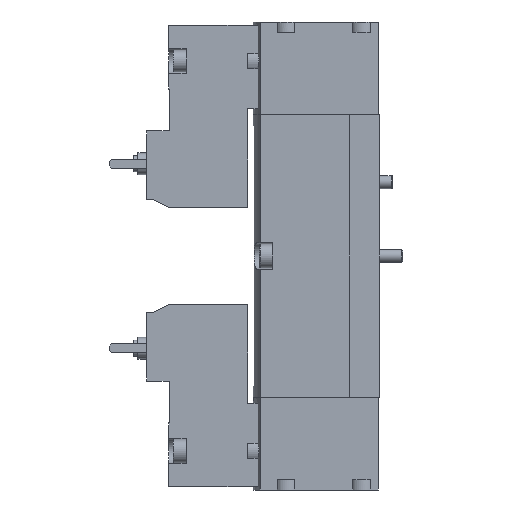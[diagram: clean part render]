
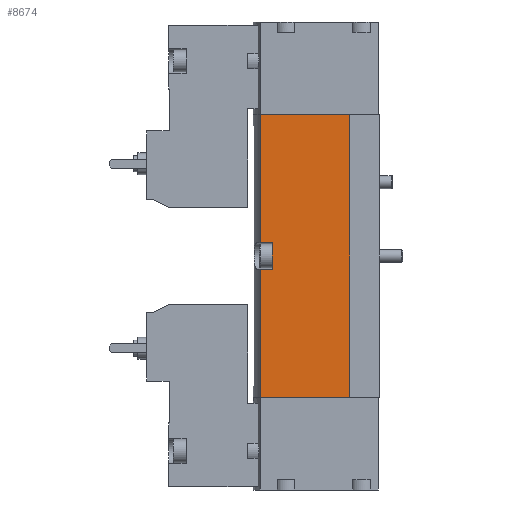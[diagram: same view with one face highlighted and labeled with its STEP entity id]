
A CAD part, left-side view. The second image highlights one B-rep face of the part: STEP entity #8674.
In plain terms, the highlighted planar face has unit normal (-1, 0, 0).
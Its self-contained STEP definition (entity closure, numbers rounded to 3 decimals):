
#883=ORIENTED_EDGE('',*,*,#2647,.T.);
#884=ORIENTED_EDGE('',*,*,#2657,.T.);
#885=ORIENTED_EDGE('',*,*,#2658,.F.);
#886=ORIENTED_EDGE('',*,*,#2659,.F.);
#887=ORIENTED_EDGE('',*,*,#2651,.T.);
#888=ORIENTED_EDGE('',*,*,#2660,.F.);
#889=ORIENTED_EDGE('',*,*,#2661,.F.);
#890=ORIENTED_EDGE('',*,*,#2662,.F.);
#891=ORIENTED_EDGE('',*,*,#2663,.F.);
#2647=EDGE_CURVE('',#3519,#3518,#4034,.T.);
#2651=EDGE_CURVE('',#3523,#3522,#4035,.T.);
#2657=EDGE_CURVE('',#3518,#3528,#4037,.T.);
#2658=EDGE_CURVE('',#3529,#3528,#4038,.T.);
#2659=EDGE_CURVE('',#3523,#3529,#4039,.T.);
#2660=EDGE_CURVE('',#3530,#3522,#4040,.T.);
#2661=EDGE_CURVE('',#3531,#3530,#4041,.T.);
#2662=EDGE_CURVE('',#3532,#3531,#4042,.T.);
#2663=EDGE_CURVE('',#3519,#3532,#4043,.T.);
#3518=VERTEX_POINT('',#12303);
#3519=VERTEX_POINT('',#12305);
#3522=VERTEX_POINT('',#12317);
#3523=VERTEX_POINT('',#12319);
#3528=VERTEX_POINT('',#12337);
#3529=VERTEX_POINT('',#12339);
#3530=VERTEX_POINT('',#12342);
#3531=VERTEX_POINT('',#12344);
#3532=VERTEX_POINT('',#12346);
#4034=LINE('',#12304,#4608);
#4035=LINE('',#12318,#4609);
#4037=LINE('',#12336,#4611);
#4038=LINE('',#12338,#4612);
#4039=LINE('',#12340,#4613);
#4040=LINE('',#12341,#4614);
#4041=LINE('',#12343,#4615);
#4042=LINE('',#12345,#4616);
#4043=LINE('',#12347,#4617);
#4608=VECTOR('',#10208,1000.);
#4609=VECTOR('',#10213,1000.);
#4611=VECTOR('',#10223,1000.);
#4612=VECTOR('',#10224,1000.);
#4613=VECTOR('',#10225,1000.);
#4614=VECTOR('',#10226,1000.);
#4615=VECTOR('',#10227,1000.);
#4616=VECTOR('',#10228,1000.);
#4617=VECTOR('',#10229,1000.);
#5030=EDGE_LOOP('',(#883,#884,#885,#886,#887,#888,#889,#890,#891));
#5470=FACE_BOUND('',#5030,.T.);
#5889=PLANE('',#9178);
#8674=ADVANCED_FACE('',(#5470),#5889,.F.);
#9178=AXIS2_PLACEMENT_3D('',#12335,#10221,#10222);
#10208=DIRECTION('',(0.,0.,-1.));
#10213=DIRECTION('',(0.,0.,-1.));
#10221=DIRECTION('',(1.,0.,0.));
#10222=DIRECTION('',(0.,0.,-1.));
#10223=DIRECTION('',(0.,-1.,0.));
#10224=DIRECTION('',(0.,0.,-1.));
#10225=DIRECTION('',(0.,-1.,0.));
#10226=DIRECTION('',(0.,1.,0.));
#10227=DIRECTION('',(0.,0.,1.));
#10228=DIRECTION('',(0.,0.,1.));
#10229=DIRECTION('',(0.,-1.,0.));
#12303=CARTESIAN_POINT('',(-9.,27.456,-32.5));
#12304=CARTESIAN_POINT('',(-9.,27.456,32.5));
#12305=CARTESIAN_POINT('',(-9.,27.456,-3.));
#12317=CARTESIAN_POINT('',(-9.,27.456,3.));
#12318=CARTESIAN_POINT('',(-9.,27.456,32.5));
#12319=CARTESIAN_POINT('',(-9.,27.456,32.5));
#12335=CARTESIAN_POINT('',(-9.,27.456,32.5));
#12336=CARTESIAN_POINT('',(-9.,27.456,-32.5));
#12337=CARTESIAN_POINT('',(-9.,6.85,-32.5));
#12338=CARTESIAN_POINT('',(-9.,6.85,32.5));
#12339=CARTESIAN_POINT('',(-9.,6.85,32.5));
#12340=CARTESIAN_POINT('',(-9.,27.456,32.5));
#12341=CARTESIAN_POINT('',(-9.,27.456,3.));
#12342=CARTESIAN_POINT('',(-9.,24.6,3.));
#12343=CARTESIAN_POINT('',(-9.,24.6,32.5));
#12344=CARTESIAN_POINT('',(-9.,24.6,0.));
#12345=CARTESIAN_POINT('',(-9.,24.6,32.5));
#12346=CARTESIAN_POINT('',(-9.,24.6,-3.));
#12347=CARTESIAN_POINT('',(-9.,27.456,-3.));
